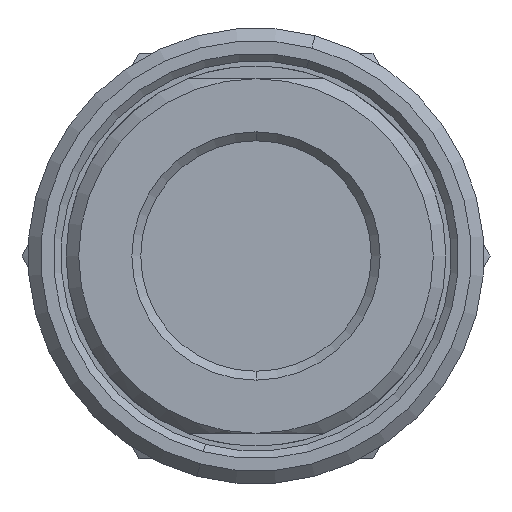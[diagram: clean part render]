
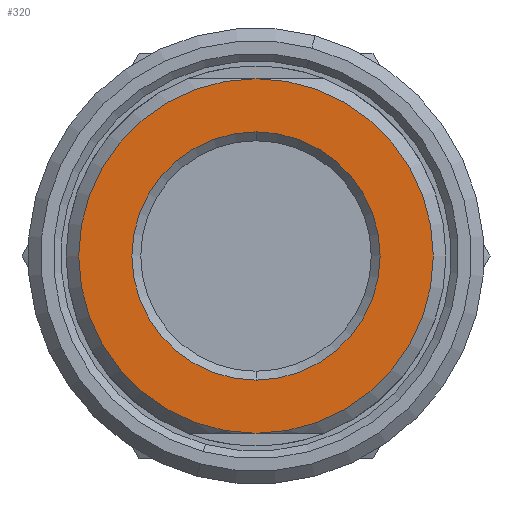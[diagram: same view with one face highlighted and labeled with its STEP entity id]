
A CAD part, front view. The second image highlights one B-rep face of the part: STEP entity #320.
In plain terms, the highlighted planar face has unit normal (0, -1, 0).
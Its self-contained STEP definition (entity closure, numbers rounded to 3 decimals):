
#2 = CIRCLE ( 'NONE', #956, 7. ) ;
#5 = CIRCLE ( 'NONE', #816, 4.9 ) ;
#6 = CIRCLE ( 'NONE', #815, 7. ) ;
#320 = ADVANCED_FACE ( 'NONE', ( #1587, #1588 ), #1719, .T. ) ;
#461 = VERTEX_POINT ( 'NONE', #4086 ) ;
#462 = VERTEX_POINT ( 'NONE', #4087 ) ;
#504 = VERTEX_POINT ( 'NONE', #2400 ) ;
#505 = VERTEX_POINT ( 'NONE', #2401 ) ;
#649 = EDGE_LOOP ( 'NONE', ( #1202, #1203 ) ) ;
#650 = EDGE_LOOP ( 'NONE', ( #1200, #1201 ) ) ;
#815 = AXIS2_PLACEMENT_3D ( 'NONE', #3413, #3414, #3415 ) ;
#816 = AXIS2_PLACEMENT_3D ( 'NONE', #3418, #3419, #3420 ) ;
#946 = AXIS2_PLACEMENT_3D ( 'NONE', #3911, #3912, #3913 ) ;
#956 = AXIS2_PLACEMENT_3D ( 'NONE', #3409, #3410, #3411 ) ;
#1200 = ORIENTED_EDGE ( 'NONE', *, *, #4179, .T. ) ;
#1201 = ORIENTED_EDGE ( 'NONE', *, *, #4178, .T. ) ;
#1202 = ORIENTED_EDGE ( 'NONE', *, *, #4159, .T. ) ;
#1203 = ORIENTED_EDGE ( 'NONE', *, *, #4180, .T. ) ;
#1587 = FACE_OUTER_BOUND ( 'NONE', #650, .T. ) ;
#1588 = FACE_BOUND ( 'NONE', #649, .T. ) ;
#1719 = PLANE ( 'NONE',  #2240 ) ;
#1726 = CARTESIAN_POINT ( 'NONE',  ( 0., 0., 0. ) ) ;
#1727 = DIRECTION ( 'NONE',  ( 0., -1., 0. ) ) ;
#1728 = DIRECTION ( 'NONE',  ( 0., 0., -1. ) ) ;
#2195 = CIRCLE ( 'NONE', #946, 4.9 ) ;
#2240 = AXIS2_PLACEMENT_3D ( 'NONE', #1726, #1727, #1728 ) ;
#2400 = CARTESIAN_POINT ( 'NONE',  ( 0., 0., 4.9 ) ) ;
#2401 = CARTESIAN_POINT ( 'NONE',  ( 0., 0., -4.9 ) ) ;
#3409 = CARTESIAN_POINT ( 'NONE',  ( 0., 0., 0. ) ) ;
#3410 = DIRECTION ( 'NONE',  ( 0., -1., 0. ) ) ;
#3411 = DIRECTION ( 'NONE',  ( 0., 0., -1. ) ) ;
#3413 = CARTESIAN_POINT ( 'NONE',  ( 0., 0., 0. ) ) ;
#3414 = DIRECTION ( 'NONE',  ( 0., -1., 0. ) ) ;
#3415 = DIRECTION ( 'NONE',  ( 0., 0., -1. ) ) ;
#3418 = CARTESIAN_POINT ( 'NONE',  ( 0., 0., 0. ) ) ;
#3419 = DIRECTION ( 'NONE',  ( 0., 1., 0. ) ) ;
#3420 = DIRECTION ( 'NONE',  ( 0., 0., 1. ) ) ;
#3911 = CARTESIAN_POINT ( 'NONE',  ( 0., 0., 0. ) ) ;
#3912 = DIRECTION ( 'NONE',  ( 0., 1., 0. ) ) ;
#3913 = DIRECTION ( 'NONE',  ( 0., 0., 1. ) ) ;
#4086 = CARTESIAN_POINT ( 'NONE',  ( 0., 0., 7. ) ) ;
#4087 = CARTESIAN_POINT ( 'NONE',  ( 0., 0., -7. ) ) ;
#4159 = EDGE_CURVE ( 'NONE', #505, #504, #2195, .T. ) ;
#4178 = EDGE_CURVE ( 'NONE', #462, #461, #2, .T. ) ;
#4179 = EDGE_CURVE ( 'NONE', #461, #462, #6, .T. ) ;
#4180 = EDGE_CURVE ( 'NONE', #504, #505, #5, .T. ) ;
